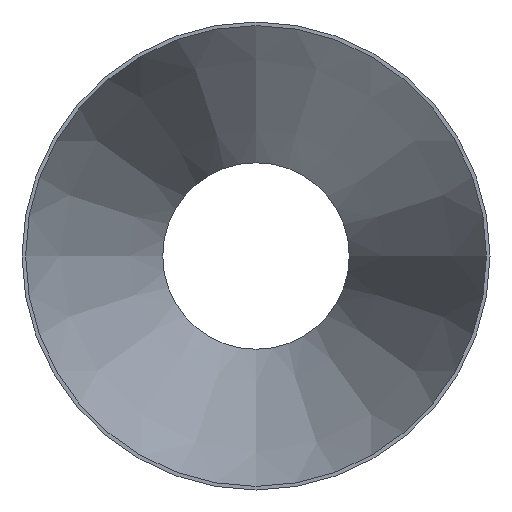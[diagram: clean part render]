
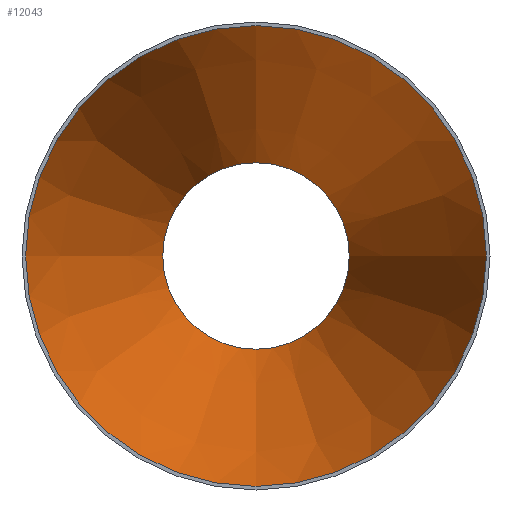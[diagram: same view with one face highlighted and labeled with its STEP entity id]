
A CAD part, front view. The second image highlights one B-rep face of the part: STEP entity #12043.
In plain terms, the highlighted conical face has half-angle 18.49 degrees and reference radius 200.037 mm.
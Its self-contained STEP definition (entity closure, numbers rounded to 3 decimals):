
#4528 = DIRECTION ( 'NONE',  ( 0., -1., 0. ) ) ;
#7573 = DIRECTION ( 'NONE',  ( 0., 0., -1. ) ) ;
#7744 = ORIENTED_EDGE ( 'NONE', *, *, #37083, .F. ) ;
#9074 = CARTESIAN_POINT ( 'NONE',  ( 0., 0., -200.037 ) ) ;
#12043 = ADVANCED_FACE ( 'NONE', ( #18011, #30476 ), #14897, .F. ) ;
#14477 = CIRCLE ( 'NONE', #36005, 200.037 ) ;
#14897 = CONICAL_SURFACE ( 'NONE', #33829, 200.037, 0.323 ) ;
#18011 = FACE_BOUND ( 'NONE', #29861, .T. ) ;
#18341 = ORIENTED_EDGE ( 'NONE', *, *, #23633, .T. ) ;
#18679 = VERTEX_POINT ( 'NONE', #28682 ) ;
#20515 = CARTESIAN_POINT ( 'NONE',  ( 0., 0., 0. ) ) ;
#20679 = DIRECTION ( 'NONE',  ( 0., -1., 0. ) ) ;
#20911 = DIRECTION ( 'NONE',  ( 0., 0., -1. ) ) ;
#23633 = EDGE_CURVE ( 'NONE', #25417, #25417, #14477, .T. ) ;
#25143 = EDGE_LOOP ( 'NONE', ( #18341 ) ) ;
#25417 = VERTEX_POINT ( 'NONE', #9074 ) ;
#25986 = CARTESIAN_POINT ( 'NONE',  ( 0., 356., 0. ) ) ;
#26643 = DIRECTION ( 'NONE',  ( 0., -1., 0. ) ) ;
#28682 = CARTESIAN_POINT ( 'NONE',  ( 0., 356., -80.987 ) ) ;
#29861 = EDGE_LOOP ( 'NONE', ( #7744 ) ) ;
#30476 = FACE_OUTER_BOUND ( 'NONE', #25143, .T. ) ;
#33165 = CIRCLE ( 'NONE', #36435, 80.987 ) ;
#33829 = AXIS2_PLACEMENT_3D ( 'NONE', #36420, #20679, #36216 ) ;
#36005 = AXIS2_PLACEMENT_3D ( 'NONE', #20515, #26643, #20911 ) ;
#36216 = DIRECTION ( 'NONE',  ( 0., 0., -1. ) ) ;
#36420 = CARTESIAN_POINT ( 'NONE',  ( 0., 0., 0. ) ) ;
#36435 = AXIS2_PLACEMENT_3D ( 'NONE', #25986, #4528, #7573 ) ;
#37083 = EDGE_CURVE ( 'NONE', #18679, #18679, #33165, .T. ) ;
